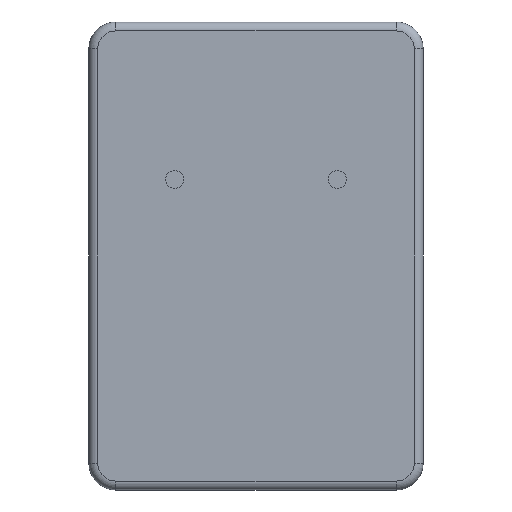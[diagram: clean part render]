
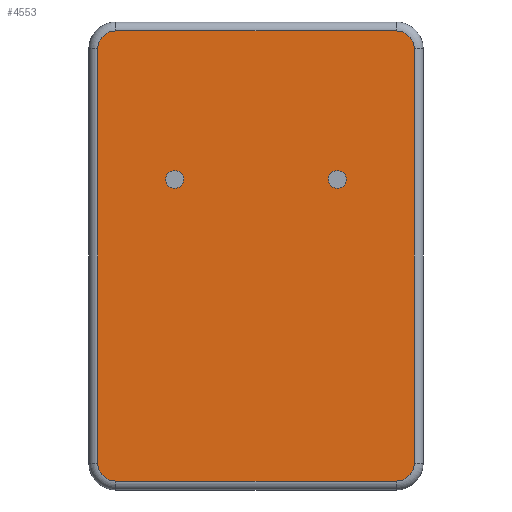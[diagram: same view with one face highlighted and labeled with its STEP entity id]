
A CAD part, front view. The second image highlights one B-rep face of the part: STEP entity #4553.
In plain terms, the highlighted planar face has unit normal (0, -1, 0).
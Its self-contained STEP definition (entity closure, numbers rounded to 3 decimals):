
#146=FACE_BOUND('',#798,.T.);
#147=FACE_BOUND('',#799,.T.);
#301=PLANE('',#4936);
#512=FACE_OUTER_BOUND('',#797,.T.);
#797=EDGE_LOOP('',(#3559,#3560,#3561,#3562,#3563,#3564,#3565,#3566));
#798=EDGE_LOOP('',(#3567));
#799=EDGE_LOOP('',(#3568));
#1088=CIRCLE('',#4932,2.008);
#1090=CIRCLE('',#4935,2.008);
#1091=CIRCLE('',#4937,4.);
#1092=CIRCLE('',#4938,4.);
#1093=CIRCLE('',#4939,4.);
#1094=CIRCLE('',#4940,4.);
#1300=LINE('',#7885,#1735);
#1301=LINE('',#7889,#1736);
#1302=LINE('',#7893,#1737);
#1303=LINE('',#7896,#1738);
#1735=VECTOR('',#5648,10.);
#1736=VECTOR('',#5651,10.);
#1737=VECTOR('',#5654,10.);
#1738=VECTOR('',#5657,10.);
#2174=VERTEX_POINT('',#7871);
#2176=VERTEX_POINT('',#7877);
#2177=VERTEX_POINT('',#7881);
#2178=VERTEX_POINT('',#7882);
#2179=VERTEX_POINT('',#7884);
#2180=VERTEX_POINT('',#7886);
#2181=VERTEX_POINT('',#7888);
#2182=VERTEX_POINT('',#7890);
#2183=VERTEX_POINT('',#7892);
#2184=VERTEX_POINT('',#7894);
#2677=EDGE_CURVE('',#2174,#2174,#1088,.T.);
#2680=EDGE_CURVE('',#2176,#2176,#1090,.T.);
#2681=EDGE_CURVE('',#2177,#2178,#1091,.T.);
#2682=EDGE_CURVE('',#2179,#2177,#1300,.T.);
#2683=EDGE_CURVE('',#2180,#2179,#1092,.T.);
#2684=EDGE_CURVE('',#2181,#2180,#1301,.T.);
#2685=EDGE_CURVE('',#2182,#2181,#1093,.T.);
#2686=EDGE_CURVE('',#2183,#2182,#1302,.T.);
#2687=EDGE_CURVE('',#2184,#2183,#1094,.T.);
#2688=EDGE_CURVE('',#2178,#2184,#1303,.T.);
#3559=ORIENTED_EDGE('',*,*,#2681,.F.);
#3560=ORIENTED_EDGE('',*,*,#2682,.F.);
#3561=ORIENTED_EDGE('',*,*,#2683,.F.);
#3562=ORIENTED_EDGE('',*,*,#2684,.F.);
#3563=ORIENTED_EDGE('',*,*,#2685,.F.);
#3564=ORIENTED_EDGE('',*,*,#2686,.F.);
#3565=ORIENTED_EDGE('',*,*,#2687,.F.);
#3566=ORIENTED_EDGE('',*,*,#2688,.F.);
#3567=ORIENTED_EDGE('',*,*,#2680,.F.);
#3568=ORIENTED_EDGE('',*,*,#2677,.F.);
#4553=ADVANCED_FACE('',(#512,#146,#147),#301,.F.);
#4932=AXIS2_PLACEMENT_3D('',#7873,#5635,#5636);
#4935=AXIS2_PLACEMENT_3D('',#7879,#5642,#5643);
#4936=AXIS2_PLACEMENT_3D('',#7880,#5644,#5645);
#4937=AXIS2_PLACEMENT_3D('',#7883,#5646,#5647);
#4938=AXIS2_PLACEMENT_3D('',#7887,#5649,#5650);
#4939=AXIS2_PLACEMENT_3D('',#7891,#5652,#5653);
#4940=AXIS2_PLACEMENT_3D('',#7895,#5655,#5656);
#5635=DIRECTION('center_axis',(0.,-1.,0.));
#5636=DIRECTION('ref_axis',(1.,0.,0.));
#5642=DIRECTION('center_axis',(0.,-1.,0.));
#5643=DIRECTION('ref_axis',(1.,0.,0.));
#5644=DIRECTION('center_axis',(0.,1.,0.));
#5645=DIRECTION('ref_axis',(1.,0.,0.));
#5646=DIRECTION('center_axis',(0.,1.,0.));
#5647=DIRECTION('ref_axis',(0.707,0.,0.707));
#5648=DIRECTION('',(1.,0.,0.));
#5649=DIRECTION('center_axis',(0.,1.,0.));
#5650=DIRECTION('ref_axis',(-0.707,0.,0.707));
#5651=DIRECTION('',(0.,0.,1.));
#5652=DIRECTION('center_axis',(0.,1.,0.));
#5653=DIRECTION('ref_axis',(-0.707,0.,-0.707));
#5654=DIRECTION('',(-1.,0.,0.));
#5655=DIRECTION('center_axis',(0.,1.,0.));
#5656=DIRECTION('ref_axis',(0.707,0.,-0.707));
#5657=DIRECTION('',(0.,0.,-1.));
#7871=CARTESIAN_POINT('',(-20.262,-7.,17.184));
#7873=CARTESIAN_POINT('Origin',(-18.254,-7.,17.184));
#7877=CARTESIAN_POINT('',(16.246,-7.,17.184));
#7879=CARTESIAN_POINT('Origin',(18.254,-7.,17.184));
#7880=CARTESIAN_POINT('Origin',(0.,-7.,0.));
#7881=CARTESIAN_POINT('',(31.5,-7.,50.5));
#7882=CARTESIAN_POINT('',(35.5,-7.,46.5));
#7883=CARTESIAN_POINT('Origin',(31.5,-7.,46.5));
#7884=CARTESIAN_POINT('',(-31.5,-7.,50.5));
#7885=CARTESIAN_POINT('',(-15.75,-7.,50.5));
#7886=CARTESIAN_POINT('',(-35.5,-7.,46.5));
#7887=CARTESIAN_POINT('Origin',(-31.5,-7.,46.5));
#7888=CARTESIAN_POINT('',(-35.5,-7.,-46.5));
#7889=CARTESIAN_POINT('',(-35.5,-7.,-23.25));
#7890=CARTESIAN_POINT('',(-31.5,-7.,-50.5));
#7891=CARTESIAN_POINT('Origin',(-31.5,-7.,-46.5));
#7892=CARTESIAN_POINT('',(31.5,-7.,-50.5));
#7893=CARTESIAN_POINT('',(15.75,-7.,-50.5));
#7894=CARTESIAN_POINT('',(35.5,-7.,-46.5));
#7895=CARTESIAN_POINT('Origin',(31.5,-7.,-46.5));
#7896=CARTESIAN_POINT('',(35.5,-7.,23.25));
